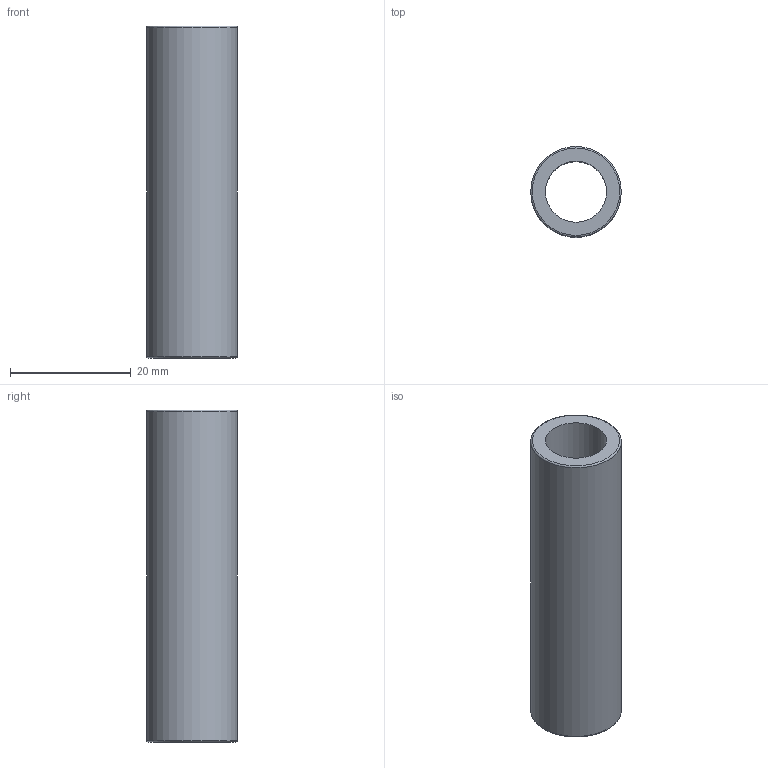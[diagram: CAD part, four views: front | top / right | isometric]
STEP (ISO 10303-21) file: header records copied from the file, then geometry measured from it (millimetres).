
FILE_DESCRIPTION((''),'2;1');
FILE_NAME('113220.stp','2010-09-30T13:59:11',('DMK009'),(''),'Autodesk Inventor 2011','Autodesk Inventor 2011','');
FILE_SCHEMA(('AUTOMOTIVE_DESIGN { 1 0 10303 214 1 1 1 1 }'));
Length unit declared in the file: millimetre
Products named in the file (1): Gewindemuffen
Bounding box: 15 x 15 x 55 mm (x, y, z)
Volume: 5306.3 mm3; surface area: 4520.8 mm2
Topology: 1 solids, 1 shells, 6 faces, 11 edges, 7 vertices
Faces by surface type: torus 2, cylinder 2, plane 2
Full cylindrical faces by diameter (mm): 10.106 x1, 15 x1
Entity records: 154 total; most frequent: DIRECTION 26, CARTESIAN_POINT 19, AXIS2_PLACEMENT_3D 13, ORIENTED_EDGE 12, EDGE_LOOP 12, VERTEX_POINT 6, CIRCLE 6, EDGE_CURVE 6
